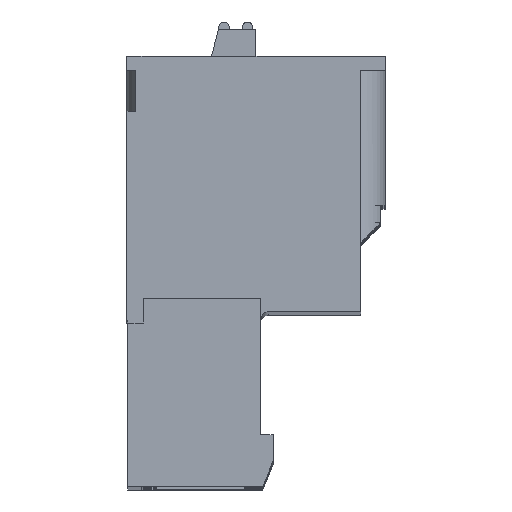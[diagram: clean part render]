
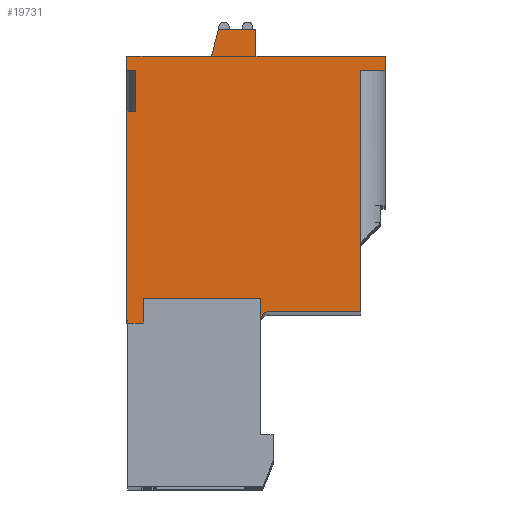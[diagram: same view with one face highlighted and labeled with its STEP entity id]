
A CAD part, top view. The second image highlights one B-rep face of the part: STEP entity #19731.
In plain terms, the highlighted planar face has unit normal (0, 0, 1).
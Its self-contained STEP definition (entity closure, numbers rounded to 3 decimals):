
#874=DIRECTION('',(0.,1.,0.));
#875=VECTOR('',#874,1.3);
#876=CARTESIAN_POINT('',(3.741,-4.022,2.5));
#877=LINE('',#876,#875);
#878=DIRECTION('',(-1.,0.,0.));
#879=VECTOR('',#878,6.8);
#880=CARTESIAN_POINT('',(3.741,-2.722,2.5));
#881=LINE('',#880,#879);
#882=DIRECTION('',(0.,-1.,0.));
#883=VECTOR('',#882,1.45);
#884=CARTESIAN_POINT('',(-3.059,-2.722,2.5));
#885=LINE('',#884,#883);
#886=DIRECTION('',(-1.,0.,0.));
#887=VECTOR('',#886,0.9);
#888=CARTESIAN_POINT('',(-3.059,-4.172,2.5));
#889=LINE('',#888,#887);
#890=DIRECTION('',(0.,-1.,0.));
#891=VECTOR('',#890,0.15);
#892=CARTESIAN_POINT('',(-3.959,-4.022,2.5));
#893=LINE('',#892,#891);
#894=DIRECTION('',(1.,0.,0.));
#895=VECTOR('',#894,0.05);
#896=CARTESIAN_POINT('',(-4.009,-4.022,2.5));
#897=LINE('',#896,#895);
#898=DIRECTION('',(0.,-1.,0.));
#899=VECTOR('',#898,12.15);
#900=CARTESIAN_POINT('',(-4.009,8.128,2.5));
#901=LINE('',#900,#899);
#902=DIRECTION('',(1.,0.,0.));
#903=VECTOR('',#902,0.5);
#904=CARTESIAN_POINT('',(-4.009,8.128,2.5));
#905=LINE('',#904,#903);
#906=DIRECTION('',(0.,-1.,0.));
#907=VECTOR('',#906,2.4);
#908=CARTESIAN_POINT('',(-3.509,10.528,2.5));
#909=LINE('',#908,#907);
#910=DIRECTION('',(1.,0.,0.));
#911=VECTOR('',#910,0.5);
#912=CARTESIAN_POINT('',(-4.009,10.528,2.5));
#913=LINE('',#912,#911);
#914=DIRECTION('',(0.,-1.,0.));
#915=VECTOR('',#914,0.8);
#916=CARTESIAN_POINT('',(-4.009,11.328,2.5));
#917=LINE('',#916,#915);
#918=DIRECTION('',(-1.,0.,0.));
#919=VECTOR('',#918,4.907);
#920=CARTESIAN_POINT('',(0.898,11.328,2.5));
#921=LINE('',#920,#919);
#922=DIRECTION('',(-0.259,-0.966,0.));
#923=VECTOR('',#922,1.605);
#924=CARTESIAN_POINT('',(1.313,12.878,2.5));
#925=LINE('',#924,#923);
#926=DIRECTION('',(-1.,0.,0.));
#927=VECTOR('',#926,2.178);
#928=CARTESIAN_POINT('',(3.491,12.878,2.5));
#929=LINE('',#928,#927);
#930=DIRECTION('',(0.,1.,0.));
#931=VECTOR('',#930,1.55);
#932=CARTESIAN_POINT('',(3.491,11.328,2.5));
#933=LINE('',#932,#931);
#934=DIRECTION('',(-1.,0.,0.));
#935=VECTOR('',#934,7.5);
#936=CARTESIAN_POINT('',(10.991,11.328,2.5));
#937=LINE('',#936,#935);
#938=DIRECTION('',(0.,1.,0.));
#939=VECTOR('',#938,0.8);
#940=CARTESIAN_POINT('',(10.991,10.528,2.5));
#941=LINE('',#940,#939);
#942=DIRECTION('',(-1.,0.,0.));
#943=VECTOR('',#942,1.4);
#944=CARTESIAN_POINT('',(10.991,10.528,2.5));
#945=LINE('',#944,#943);
#946=DIRECTION('',(1.,0.,0.));
#947=VECTOR('',#946,5.35);
#948=CARTESIAN_POINT('',(4.241,-3.522,2.5));
#949=LINE('',#948,#947);
#950=CARTESIAN_POINT('',(4.241,-4.022,2.5));
#951=DIRECTION('',(0.,0.,-1.));
#952=DIRECTION('',(-1.,0.,0.));
#953=AXIS2_PLACEMENT_3D('',#950,#951,#952);
#4870=DIRECTION('',(0.,1.,0.));
#4871=VECTOR('',#4870,14.05);
#4872=CARTESIAN_POINT('',(9.591,-3.522,2.5));
#4873=LINE('',#4872,#4871);
#14645=CARTESIAN_POINT('',(-4.009,-4.022,2.5));
#14646=CARTESIAN_POINT('',(-3.959,-4.022,2.5));
#14647=VERTEX_POINT('',#14645);
#14648=VERTEX_POINT('',#14646);
#14649=CARTESIAN_POINT('',(4.241,-3.522,2.5));
#14650=CARTESIAN_POINT('',(9.591,-3.522,2.5));
#14651=VERTEX_POINT('',#14649);
#14652=VERTEX_POINT('',#14650);
#14653=CARTESIAN_POINT('',(10.991,11.328,2.5));
#14654=CARTESIAN_POINT('',(3.491,11.328,2.5));
#14655=VERTEX_POINT('',#14653);
#14656=VERTEX_POINT('',#14654);
#14657=CARTESIAN_POINT('',(3.491,12.878,2.5));
#14658=VERTEX_POINT('',#14657);
#14659=CARTESIAN_POINT('',(1.313,12.878,2.5));
#14660=VERTEX_POINT('',#14659);
#14661=CARTESIAN_POINT('',(0.898,11.328,2.5));
#14662=VERTEX_POINT('',#14661);
#14663=CARTESIAN_POINT('',(-4.009,11.328,2.5));
#14664=VERTEX_POINT('',#14663);
#14669=CARTESIAN_POINT('',(10.991,10.528,2.5));
#14670=CARTESIAN_POINT('',(9.591,10.528,2.5));
#14671=VERTEX_POINT('',#14669);
#14672=VERTEX_POINT('',#14670);
#14787=CARTESIAN_POINT('',(3.741,-4.022,2.5));
#14788=CARTESIAN_POINT('',(3.741,-2.722,2.5));
#14789=VERTEX_POINT('',#14787);
#14790=VERTEX_POINT('',#14788);
#14791=CARTESIAN_POINT('',(-3.059,-2.722,2.5));
#14792=VERTEX_POINT('',#14791);
#14793=CARTESIAN_POINT('',(-3.059,-4.172,2.5));
#14794=VERTEX_POINT('',#14793);
#14795=CARTESIAN_POINT('',(-3.959,-4.172,2.5));
#14796=VERTEX_POINT('',#14795);
#14801=CARTESIAN_POINT('',(-4.009,10.528,2.5));
#14802=CARTESIAN_POINT('',(-3.509,10.528,2.5));
#14803=VERTEX_POINT('',#14801);
#14804=VERTEX_POINT('',#14802);
#14805=CARTESIAN_POINT('',(-4.009,8.128,2.5));
#14806=CARTESIAN_POINT('',(-3.509,8.128,2.5));
#14807=VERTEX_POINT('',#14805);
#14808=VERTEX_POINT('',#14806);
#19685=CARTESIAN_POINT('',(0.,0.,2.5));
#19686=DIRECTION('',(0.,0.,1.));
#19687=DIRECTION('',(1.,0.,0.));
#19688=AXIS2_PLACEMENT_3D('',#19685,#19686,#19687);
#19689=PLANE('',#19688);
#19690=ORIENTED_EDGE('',*,*,#19666,.T.);
#19692=ORIENTED_EDGE('',*,*,#19691,.T.);
#19694=ORIENTED_EDGE('',*,*,#19693,.T.);
#19696=ORIENTED_EDGE('',*,*,#19695,.T.);
#19697=ORIENTED_EDGE('',*,*,#18931,.F.);
#19699=ORIENTED_EDGE('',*,*,#19698,.F.);
#19701=ORIENTED_EDGE('',*,*,#19700,.F.);
#19703=ORIENTED_EDGE('',*,*,#19702,.T.);
#19705=ORIENTED_EDGE('',*,*,#19704,.F.);
#19707=ORIENTED_EDGE('',*,*,#19706,.F.);
#19709=ORIENTED_EDGE('',*,*,#19708,.F.);
#19711=ORIENTED_EDGE('',*,*,#19710,.F.);
#19713=ORIENTED_EDGE('',*,*,#19712,.F.);
#19715=ORIENTED_EDGE('',*,*,#19714,.F.);
#19717=ORIENTED_EDGE('',*,*,#19716,.F.);
#19719=ORIENTED_EDGE('',*,*,#19718,.F.);
#19721=ORIENTED_EDGE('',*,*,#19720,.F.);
#19723=ORIENTED_EDGE('',*,*,#19722,.T.);
#19725=ORIENTED_EDGE('',*,*,#19724,.F.);
#19727=ORIENTED_EDGE('',*,*,#19726,.F.);
#19728=ORIENTED_EDGE('',*,*,#19678,.F.);
#19729=EDGE_LOOP('',(#19690,#19692,#19694,#19696,#19697,#19699,#19701,#19703,
#19705,#19707,#19709,#19711,#19713,#19715,#19717,#19719,#19721,#19723,#19725,
#19727,#19728));
#19730=FACE_OUTER_BOUND('',#19729,.F.);
#954=CIRCLE('',#953,0.5);
#18931=EDGE_CURVE('',#14648,#14796,#893,.T.);
#19666=EDGE_CURVE('',#14789,#14790,#877,.T.);
#19678=EDGE_CURVE('',#14789,#14651,#954,.T.);
#19691=EDGE_CURVE('',#14790,#14792,#881,.T.);
#19693=EDGE_CURVE('',#14792,#14794,#885,.T.);
#19695=EDGE_CURVE('',#14794,#14796,#889,.T.);
#19698=EDGE_CURVE('',#14647,#14648,#897,.T.);
#19700=EDGE_CURVE('',#14807,#14647,#901,.T.);
#19702=EDGE_CURVE('',#14807,#14808,#905,.T.);
#19704=EDGE_CURVE('',#14804,#14808,#909,.T.);
#19706=EDGE_CURVE('',#14803,#14804,#913,.T.);
#19708=EDGE_CURVE('',#14664,#14803,#917,.T.);
#19710=EDGE_CURVE('',#14662,#14664,#921,.T.);
#19712=EDGE_CURVE('',#14660,#14662,#925,.T.);
#19714=EDGE_CURVE('',#14658,#14660,#929,.T.);
#19716=EDGE_CURVE('',#14656,#14658,#933,.T.);
#19718=EDGE_CURVE('',#14655,#14656,#937,.T.);
#19720=EDGE_CURVE('',#14671,#14655,#941,.T.);
#19722=EDGE_CURVE('',#14671,#14672,#945,.T.);
#19724=EDGE_CURVE('',#14652,#14672,#4873,.T.);
#19726=EDGE_CURVE('',#14651,#14652,#949,.T.);
#19731=ADVANCED_FACE('',(#19730),#19689,.T.);
